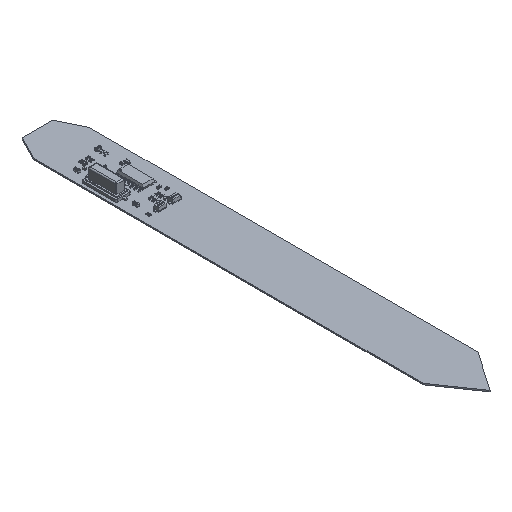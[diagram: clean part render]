
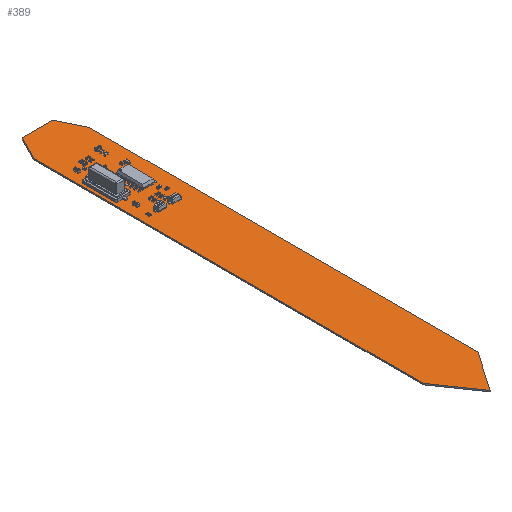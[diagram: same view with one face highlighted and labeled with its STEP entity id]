
A CAD part, isometric view. The second image highlights one B-rep face of the part: STEP entity #389.
In plain terms, the highlighted planar face has unit normal (0, 0, 1).
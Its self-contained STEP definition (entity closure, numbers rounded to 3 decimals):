
#164 = VERTEX_POINT('',#165);
#165 = CARTESIAN_POINT('',(0.,0.,0.411));
#171 = EDGE_CURVE('',#164,#172,#174,.T.);
#172 = VERTEX_POINT('',#173);
#173 = CARTESIAN_POINT('',(-9.,13.,0.411));
#174 = LINE('',#175,#176);
#175 = CARTESIAN_POINT('',(0.,0.,0.411));
#176 = VECTOR('',#177,1.);
#177 = DIRECTION('',(-0.569,0.822,0.));
#202 = EDGE_CURVE('',#172,#203,#205,.T.);
#203 = VERTEX_POINT('',#204);
#204 = CARTESIAN_POINT('',(-9.,141.,0.411));
#205 = LINE('',#206,#207);
#206 = CARTESIAN_POINT('',(-9.,13.,0.411));
#207 = VECTOR('',#208,1.);
#208 = DIRECTION('',(0.,1.,0.));
#233 = EDGE_CURVE('',#203,#234,#236,.T.);
#234 = VERTEX_POINT('',#235);
#235 = CARTESIAN_POINT('',(-5.,149.,0.411));
#236 = LINE('',#237,#238);
#237 = CARTESIAN_POINT('',(-9.,141.,0.411));
#238 = VECTOR('',#239,1.);
#239 = DIRECTION('',(0.447,0.894,0.));
#264 = EDGE_CURVE('',#234,#265,#267,.T.);
#265 = VERTEX_POINT('',#266);
#266 = CARTESIAN_POINT('',(5.,149.,0.411));
#267 = LINE('',#268,#269);
#268 = CARTESIAN_POINT('',(-5.,149.,0.411));
#269 = VECTOR('',#270,1.);
#270 = DIRECTION('',(1.,0.,0.));
#295 = EDGE_CURVE('',#265,#296,#298,.T.);
#296 = VERTEX_POINT('',#297);
#297 = CARTESIAN_POINT('',(9.,141.,0.411));
#298 = LINE('',#299,#300);
#299 = CARTESIAN_POINT('',(5.,149.,0.411));
#300 = VECTOR('',#301,1.);
#301 = DIRECTION('',(0.447,-0.894,0.));
#326 = EDGE_CURVE('',#296,#327,#329,.T.);
#327 = VERTEX_POINT('',#328);
#328 = CARTESIAN_POINT('',(9.,13.,0.411));
#329 = LINE('',#330,#331);
#330 = CARTESIAN_POINT('',(9.,141.,0.411));
#331 = VECTOR('',#332,1.);
#332 = DIRECTION('',(0.,-1.,0.));
#357 = EDGE_CURVE('',#327,#164,#358,.T.);
#358 = LINE('',#359,#360);
#359 = CARTESIAN_POINT('',(9.,13.,0.411));
#360 = VECTOR('',#361,1.);
#361 = DIRECTION('',(-0.569,-0.822,0.));
#389 = ADVANCED_FACE('',(#390),#399,.T.);
#390 = FACE_BOUND('',#391,.F.);
#391 = EDGE_LOOP('',(#392,#393,#394,#395,#396,#397,#398));
#392 = ORIENTED_EDGE('',*,*,#171,.T.);
#393 = ORIENTED_EDGE('',*,*,#202,.T.);
#394 = ORIENTED_EDGE('',*,*,#233,.T.);
#395 = ORIENTED_EDGE('',*,*,#264,.T.);
#396 = ORIENTED_EDGE('',*,*,#295,.T.);
#397 = ORIENTED_EDGE('',*,*,#326,.T.);
#398 = ORIENTED_EDGE('',*,*,#357,.T.);
#399 = PLANE('',#400);
#400 = AXIS2_PLACEMENT_3D('',#401,#402,#403);
#401 = CARTESIAN_POINT('',(0.,0.,0.411));
#402 = DIRECTION('',(0.,0.,1.));
#403 = DIRECTION('',(1.,0.,0.));
